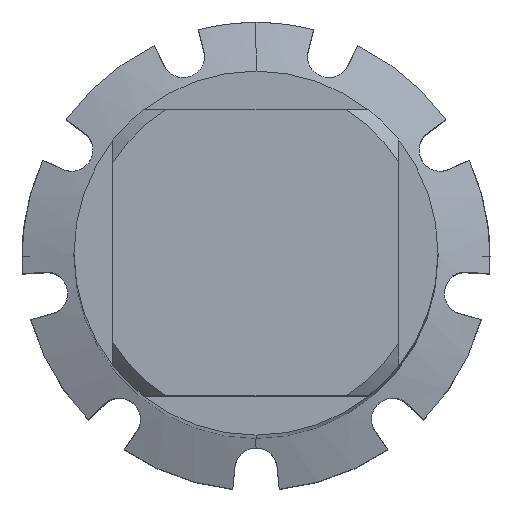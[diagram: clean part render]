
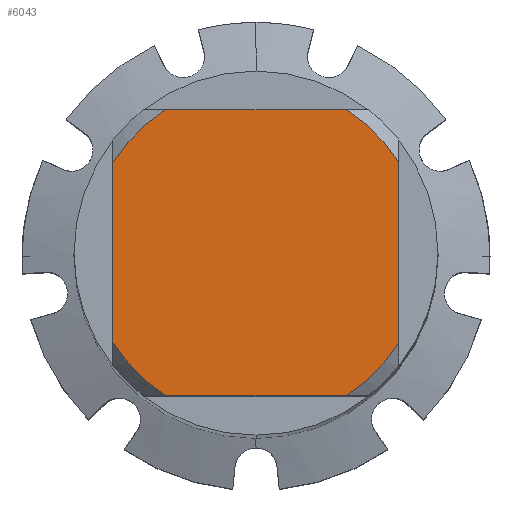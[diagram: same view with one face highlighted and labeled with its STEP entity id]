
A CAD part, top view. The second image highlights one B-rep face of the part: STEP entity #6043.
In plain terms, the highlighted planar face has unit normal (0, 0, 1).
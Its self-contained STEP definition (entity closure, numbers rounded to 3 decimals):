
#3855=VERTEX_POINT('',#11142);
#4069=EDGE_CURVE('',#10011,#7801,#11370,.T.);
#4283=EDGE_CURVE('',#7523,#7801,#11602,.T.);
#5271=EDGE_CURVE('',#10011,#6149,#12671,.T.);
#6043=ADVANCED_FACE('',(#13513),#13514,.T.);
#6149=VERTEX_POINT('',#13633);
#7463=EDGE_CURVE('',#8485,#6149,#15068,.T.);
#7523=VERTEX_POINT('',#15133);
#7801=VERTEX_POINT('',#15434);
#8161=EDGE_CURVE('',#7523,#10855,#15824,.T.);
#8485=VERTEX_POINT('',#16169);
#9987=EDGE_CURVE('',#8485,#10247,#17808,.T.);
#10011=VERTEX_POINT('',#17832);
#10247=VERTEX_POINT('',#18087);
#10259=EDGE_CURVE('',#3855,#10247,#18101,.T.);
#10753=EDGE_CURVE('',#3855,#10855,#18630,.T.);
#10855=VERTEX_POINT('',#18744);
#11142=CARTESIAN_POINT('',(11.0,-6.928,0.0));
#11370=CIRCLE('',#19681,13.0);
#11602=LINE('',#20101,#20102);
#12671=LINE('',#21916,#21917);
#13513=FACE_OUTER_BOUND('',#23427,.T.);
#13514=PLANE('',#23428);
#13633=CARTESIAN_POINT('',(-11.0,-6.928,0.0));
#15068=CIRCLE('',#26142,13.0);
#15133=CARTESIAN_POINT('',(6.928,11.0,0.0));
#15434=CARTESIAN_POINT('',(-6.928,11.0,0.0));
#15824=CIRCLE('',#27557,13.0);
#16169=CARTESIAN_POINT('',(-6.928,-11.0,0.0));
#17808=LINE('',#31137,#31138);
#17832=CARTESIAN_POINT('',(-11.0,6.928,0.0));
#18087=CARTESIAN_POINT('',(6.928,-11.0,0.0));
#18101=CIRCLE('',#31707,13.0);
#18630=LINE('',#32575,#32576);
#18744=CARTESIAN_POINT('',(11.0,6.928,0.0));
#19681=AXIS2_PLACEMENT_3D('',#33239,#33240,#33241);
#20101=CARTESIAN_POINT('',(0.0,11.0,0.0));
#20102=VECTOR('',#33473,1.0);
#21916=CARTESIAN_POINT('',(-11.0,3.25,0.0));
#21917=VECTOR('',#34641,1.0);
#23427=EDGE_LOOP('',(#35588,#35589,#35590,#35591,#35592,#35593,#35594,#35595));
#23428=AXIS2_PLACEMENT_3D('',#35596,#35597,#35598);
#26142=AXIS2_PLACEMENT_3D('',#37277,#37278,#37279);
#27557=AXIS2_PLACEMENT_3D('',#38060,#38061,#38062);
#31137=CARTESIAN_POINT('',(0.0,-11.0,0.0));
#31138=VECTOR('',#40304,1.0);
#31707=AXIS2_PLACEMENT_3D('',#40732,#40733,#40734);
#32575=CARTESIAN_POINT('',(11.0,3.25,0.0));
#32576=VECTOR('',#41209,1.0);
#33239=CARTESIAN_POINT('',(0.0,0.0,0.0));
#33240=DIRECTION('',(0.0,0.0,-1.0));
#33241=DIRECTION('',(0.0,1.0,0.0));
#33473=DIRECTION('',(-1.0,0.0,0.0));
#34641=DIRECTION('',(-0.0,-1.0,0.0));
#35588=ORIENTED_EDGE('',*,*,#5271,.T.);
#35589=ORIENTED_EDGE('',*,*,#7463,.F.);
#35590=ORIENTED_EDGE('',*,*,#9987,.T.);
#35591=ORIENTED_EDGE('',*,*,#10259,.F.);
#35592=ORIENTED_EDGE('',*,*,#10753,.T.);
#35593=ORIENTED_EDGE('',*,*,#8161,.F.);
#35594=ORIENTED_EDGE('',*,*,#4283,.T.);
#35595=ORIENTED_EDGE('',*,*,#4069,.F.);
#35596=CARTESIAN_POINT('',(0.0,6.5,0.0));
#35597=DIRECTION('',(-0.0,0.0,1.0));
#35598=DIRECTION('',(0.0,-1.0,0.0));
#37277=CARTESIAN_POINT('',(0.0,0.0,0.0));
#37278=DIRECTION('',(0.0,0.0,-1.0));
#37279=DIRECTION('',(0.0,1.0,0.0));
#38060=CARTESIAN_POINT('',(0.0,0.0,0.0));
#38061=DIRECTION('',(0.0,0.0,-1.0));
#38062=DIRECTION('',(0.0,1.0,0.0));
#40304=DIRECTION('',(1.0,0.0,0.0));
#40732=CARTESIAN_POINT('',(0.0,0.0,0.0));
#40733=DIRECTION('',(0.0,0.0,-1.0));
#40734=DIRECTION('',(0.0,1.0,0.0));
#41209=DIRECTION('',(-0.0,1.0,0.0));
